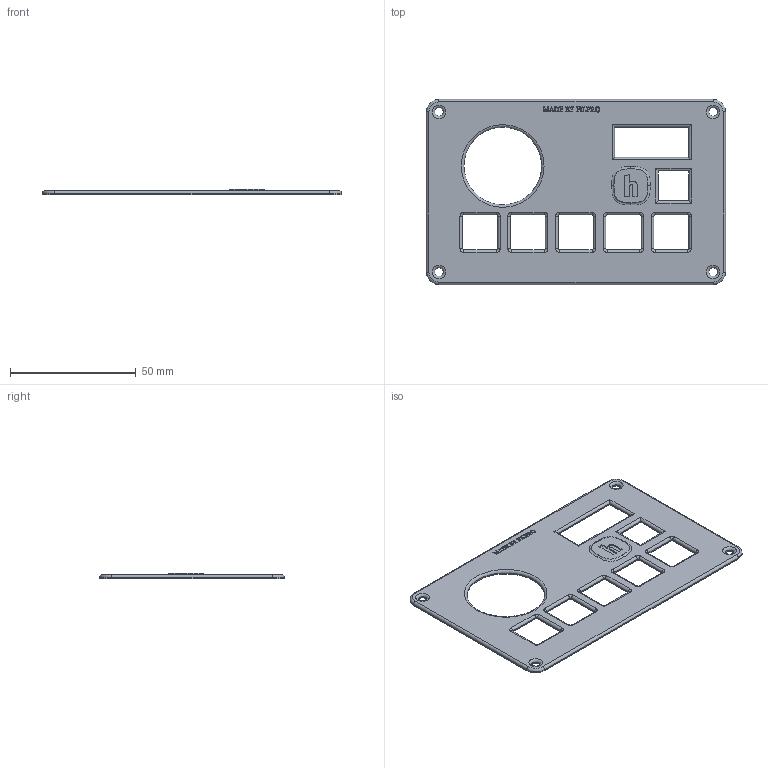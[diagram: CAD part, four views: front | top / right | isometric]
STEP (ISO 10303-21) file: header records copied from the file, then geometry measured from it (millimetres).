
FILE_DESCRIPTION(/* description */ (''),/* implementation_level */ '2;1');
FILE_NAME(/* name */ 'HACKPAD - TOP - V3.step',/* time_stamp */ '2025-12-31T02:47:05+01:00',/* author */ (''),/* organization */ (''),/* preprocessor_version */ 'ST-DEVELOPER v20.1',/* originating_system */ 'Autodesk Translation Framework v14.21.0.0',/* authorisation */ '');
FILE_SCHEMA (('AUTOMOTIVE_DESIGN { 1 0 10303 214 3 1 1 }','PROCESS_PLANNING_SCHEMA'));
Length unit declared in the file: millimetre
Products named in the file (1): 2025-12-31-01-32-18-327
Bounding box: 119.19 x 73.75 x 2 mm (x, y, z)
Volume: 9622.4 mm3; surface area: 14094.8 mm2
Topology: 1 solids, 1 shells, 418 faces, 1128 edges, 733 vertices
Faces by surface type: plane 256, bspline 72, cylinder 61, torus 29
Full cylindrical faces by diameter (mm): 3.4 x4, 30.9 x1
Entity records: 13802 total; most frequent: CARTESIAN_POINT 3630, ORIENTED_EDGE 2256, DIRECTION 1834, EDGE_CURVE 1128, LINE 828, VECTOR 828, VERTEX_POINT 733, AXIS2_PLACEMENT_3D 503
